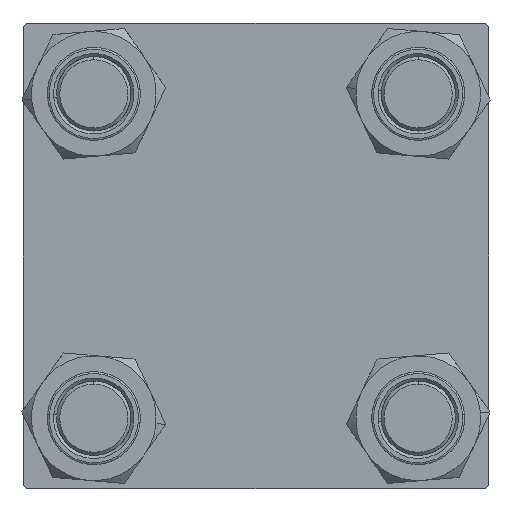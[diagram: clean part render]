
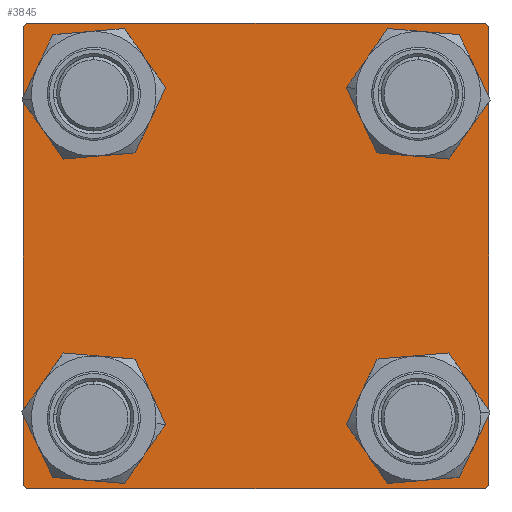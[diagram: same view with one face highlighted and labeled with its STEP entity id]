
A CAD part, left-side view. The second image highlights one B-rep face of the part: STEP entity #3845.
In plain terms, the highlighted planar face has unit normal (-1, 0, 0).
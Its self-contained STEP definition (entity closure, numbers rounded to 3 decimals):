
#1116 = EDGE_LOOP ( 'NONE', ( #26171, #2320 ) ) ;
#1119 = CIRCLE ( 'NONE', #35965, 6.5 ) ;
#1385 = CARTESIAN_POINT ( 'NONE',  ( 0., -26.15, 19.65 ) ) ;
#1642 = CARTESIAN_POINT ( 'NONE',  ( 0., 37.5, 37.5 ) ) ;
#2025 = ORIENTED_EDGE ( 'NONE', *, *, #18814, .T. ) ;
#2320 = ORIENTED_EDGE ( 'NONE', *, *, #55500, .T. ) ;
#2333 = VECTOR ( 'NONE', #34844, 1000. ) ;
#2355 = VERTEX_POINT ( 'NONE', #1385 ) ;
#2800 = AXIS2_PLACEMENT_3D ( 'NONE', #56334, #42824, #47121 ) ;
#3260 = ORIENTED_EDGE ( 'NONE', *, *, #36928, .F. ) ;
#3268 = ORIENTED_EDGE ( 'NONE', *, *, #47801, .T. ) ;
#3845 = ADVANCED_FACE ( 'NONE', ( #55239, #46881, #7549, #24752, #12417 ), #38561, .T. ) ;
#4298 = AXIS2_PLACEMENT_3D ( 'NONE', #30638, #29797, #43031 ) ;
#5005 = ORIENTED_EDGE ( 'NONE', *, *, #7055, .F. ) ;
#5057 = EDGE_CURVE ( 'NONE', #33102, #32496, #1119, .T. ) ;
#5336 = VERTEX_POINT ( 'NONE', #18289 ) ;
#5369 = DIRECTION ( 'NONE',  ( 0., -1., 0. ) ) ;
#5685 = DIRECTION ( 'NONE',  ( 0., 0., 1. ) ) ;
#5935 = DIRECTION ( 'NONE',  ( 0., -1., 0. ) ) ;
#6933 = EDGE_CURVE ( 'NONE', #12227, #2355, #41497, .T. ) ;
#7055 = EDGE_CURVE ( 'NONE', #44054, #38240, #23103, .T. ) ;
#7072 = VERTEX_POINT ( 'NONE', #49269 ) ;
#7219 = CARTESIAN_POINT ( 'NONE',  ( 0., 37.5, 37. ) ) ;
#7549 = FACE_BOUND ( 'NONE', #46792, .T. ) ;
#7760 = VERTEX_POINT ( 'NONE', #52543 ) ;
#7857 = CARTESIAN_POINT ( 'NONE',  ( 0., 26.15, -19.65 ) ) ;
#8117 = DIRECTION ( 'NONE',  ( 0., 0., 1. ) ) ;
#8292 = VERTEX_POINT ( 'NONE', #15361 ) ;
#8677 = EDGE_CURVE ( 'NONE', #12301, #26814, #47715, .T. ) ;
#8914 = CARTESIAN_POINT ( 'NONE',  ( 0., 26.15, -26.15 ) ) ;
#9161 = DIRECTION ( 'NONE',  ( 1., 0., 0. ) ) ;
#10396 = DIRECTION ( 'NONE',  ( 0., -0.707, -0.707 ) ) ;
#10921 = CIRCLE ( 'NONE', #55867, 6.5 ) ;
#11102 = LINE ( 'NONE', #1642, #17111 ) ;
#11162 = CARTESIAN_POINT ( 'NONE',  ( 0., -26.15, -26.15 ) ) ;
#12020 = LINE ( 'NONE', #26060, #23335 ) ;
#12227 = VERTEX_POINT ( 'NONE', #17226 ) ;
#12301 = VERTEX_POINT ( 'NONE', #23485 ) ;
#12417 = FACE_OUTER_BOUND ( 'NONE', #33271, .T. ) ;
#13702 = CARTESIAN_POINT ( 'NONE',  ( 0., 37.5, -37.5 ) ) ;
#14181 = VECTOR ( 'NONE', #5369, 1000. ) ;
#15064 = ORIENTED_EDGE ( 'NONE', *, *, #19522, .T. ) ;
#15361 = CARTESIAN_POINT ( 'NONE',  ( 0., -26.15, -32.65 ) ) ;
#16306 = CARTESIAN_POINT ( 'NONE',  ( 0., 37.25, -37.25 ) ) ;
#16473 = CARTESIAN_POINT ( 'NONE',  ( 0., 37.5, 37.5 ) ) ;
#17111 = VECTOR ( 'NONE', #5935, 1000. ) ;
#17226 = CARTESIAN_POINT ( 'NONE',  ( 0., -26.15, 32.65 ) ) ;
#18145 = DIRECTION ( 'NONE',  ( 0., 0., 1. ) ) ;
#18244 = CARTESIAN_POINT ( 'NONE',  ( 0., 26.15, 19.65 ) ) ;
#18289 = CARTESIAN_POINT ( 'NONE',  ( 0., 37., -37.5 ) ) ;
#18451 = CIRCLE ( 'NONE', #47808, 6.5 ) ;
#18814 = EDGE_CURVE ( 'NONE', #5336, #35944, #26606, .T. ) ;
#19270 = CIRCLE ( 'NONE', #2800, 6.5 ) ;
#19522 = EDGE_CURVE ( 'NONE', #35944, #38240, #12020, .T. ) ;
#19556 = CARTESIAN_POINT ( 'NONE',  ( 0., -26.15, -19.65 ) ) ;
#20637 = CARTESIAN_POINT ( 'NONE',  ( 0., 37.5, -37. ) ) ;
#20754 = EDGE_CURVE ( 'NONE', #26814, #33697, #43463, .T. ) ;
#21218 = AXIS2_PLACEMENT_3D ( 'NONE', #34248, #25036, #8117 ) ;
#21704 = CIRCLE ( 'NONE', #4298, 6.5 ) ;
#21861 = DIRECTION ( 'NONE',  ( 0., 0., 1. ) ) ;
#22611 = VERTEX_POINT ( 'NONE', #19556 ) ;
#23103 = LINE ( 'NONE', #31719, #52533 ) ;
#23335 = VECTOR ( 'NONE', #38731, 1000. ) ;
#23485 = CARTESIAN_POINT ( 'NONE',  ( 0., 37., 37.5 ) ) ;
#23982 = EDGE_CURVE ( 'NONE', #50927, #7072, #21704, .T. ) ;
#24752 = FACE_BOUND ( 'NONE', #39533, .T. ) ;
#25036 = DIRECTION ( 'NONE',  ( -1., 0., 0. ) ) ;
#26060 = CARTESIAN_POINT ( 'NONE',  ( 0., -37.25, -37.25 ) ) ;
#26140 = EDGE_LOOP ( 'NONE', ( #34304, #44479 ) ) ;
#26163 = DIRECTION ( 'NONE',  ( 1., 0., 0. ) ) ;
#26171 = ORIENTED_EDGE ( 'NONE', *, *, #6933, .T. ) ;
#26231 = CARTESIAN_POINT ( 'NONE',  ( 0., -37.5, -37. ) ) ;
#26262 = ORIENTED_EDGE ( 'NONE', *, *, #39708, .T. ) ;
#26395 = DIRECTION ( 'NONE',  ( 1., 0., 0. ) ) ;
#26606 = LINE ( 'NONE', #13702, #14181 ) ;
#26745 = ORIENTED_EDGE ( 'NONE', *, *, #5057, .T. ) ;
#26814 = VERTEX_POINT ( 'NONE', #7219 ) ;
#27511 = DIRECTION ( 'NONE',  ( 0., 0.707, 0.707 ) ) ;
#28252 = CARTESIAN_POINT ( 'NONE',  ( 0., 26.15, -32.65 ) ) ;
#29797 = DIRECTION ( 'NONE',  ( 1., 0., 0. ) ) ;
#30027 = CARTESIAN_POINT ( 'NONE',  ( 0., -26.15, 26.15 ) ) ;
#30559 = ORIENTED_EDGE ( 'NONE', *, *, #8677, .T. ) ;
#30638 = CARTESIAN_POINT ( 'NONE',  ( 0., 26.15, 26.15 ) ) ;
#31014 = CARTESIAN_POINT ( 'NONE',  ( 0., 37.25, 37.25 ) ) ;
#31138 = VECTOR ( 'NONE', #10396, 1000. ) ;
#31719 = CARTESIAN_POINT ( 'NONE',  ( 0., -37.5, 37.5 ) ) ;
#32105 = LINE ( 'NONE', #54255, #53907 ) ;
#32496 = VERTEX_POINT ( 'NONE', #7857 ) ;
#33046 = ORIENTED_EDGE ( 'NONE', *, *, #45934, .T. ) ;
#33102 = VERTEX_POINT ( 'NONE', #28252 ) ;
#33271 = EDGE_LOOP ( 'NONE', ( #48599, #33046, #2025, #15064, #5005, #26262, #3260, #30559 ) ) ;
#33697 = VERTEX_POINT ( 'NONE', #20637 ) ;
#34230 = VECTOR ( 'NONE', #44250, 1000. ) ;
#34248 = CARTESIAN_POINT ( 'NONE',  ( 0., 0., 0. ) ) ;
#34304 = ORIENTED_EDGE ( 'NONE', *, *, #42977, .T. ) ;
#34844 = DIRECTION ( 'NONE',  ( 0., 0., -1. ) ) ;
#35246 = DIRECTION ( 'NONE',  ( 1., 0., 0. ) ) ;
#35596 = DIRECTION ( 'NONE',  ( 0., 0., 1. ) ) ;
#35666 = DIRECTION ( 'NONE',  ( 1., 0., 0. ) ) ;
#35944 = VERTEX_POINT ( 'NONE', #54414 ) ;
#35965 = AXIS2_PLACEMENT_3D ( 'NONE', #8914, #26395, #35596 ) ;
#36664 = AXIS2_PLACEMENT_3D ( 'NONE', #39845, #35246, #44141 ) ;
#36928 = EDGE_CURVE ( 'NONE', #12301, #7760, #11102, .T. ) ;
#37661 = ORIENTED_EDGE ( 'NONE', *, *, #23982, .T. ) ;
#37673 = EDGE_CURVE ( 'NONE', #8292, #22611, #52963, .T. ) ;
#38240 = VERTEX_POINT ( 'NONE', #26231 ) ;
#38561 = PLANE ( 'NONE',  #21218 ) ;
#38731 = DIRECTION ( 'NONE',  ( 0., -0.707, 0.707 ) ) ;
#39526 = DIRECTION ( 'NONE',  ( 0., 0., -1. ) ) ;
#39533 = EDGE_LOOP ( 'NONE', ( #3268, #37661 ) ) ;
#39708 = EDGE_CURVE ( 'NONE', #44054, #7760, #32105, .T. ) ;
#39845 = CARTESIAN_POINT ( 'NONE',  ( 0., 26.15, -26.15 ) ) ;
#41497 = CIRCLE ( 'NONE', #46975, 6.5 ) ;
#42824 = DIRECTION ( 'NONE',  ( 1., 0., 0. ) ) ;
#42977 = EDGE_CURVE ( 'NONE', #22611, #8292, #10921, .T. ) ;
#43031 = DIRECTION ( 'NONE',  ( 0., 0., 1. ) ) ;
#43463 = LINE ( 'NONE', #16473, #2333 ) ;
#44054 = VERTEX_POINT ( 'NONE', #47830 ) ;
#44141 = DIRECTION ( 'NONE',  ( 0., 0., 1. ) ) ;
#44250 = DIRECTION ( 'NONE',  ( 0., 0.707, -0.707 ) ) ;
#44479 = ORIENTED_EDGE ( 'NONE', *, *, #37673, .T. ) ;
#45934 = EDGE_CURVE ( 'NONE', #33697, #5336, #55680, .T. ) ;
#45974 = EDGE_CURVE ( 'NONE', #32496, #33102, #50440, .T. ) ;
#46792 = EDGE_LOOP ( 'NONE', ( #51696, #26745 ) ) ;
#46881 = FACE_BOUND ( 'NONE', #26140, .T. ) ;
#46975 = AXIS2_PLACEMENT_3D ( 'NONE', #30027, #47851, #51897 ) ;
#47121 = DIRECTION ( 'NONE',  ( 0., 0., 1. ) ) ;
#47715 = LINE ( 'NONE', #31014, #34230 ) ;
#47801 = EDGE_CURVE ( 'NONE', #7072, #50927, #19270, .T. ) ;
#47808 = AXIS2_PLACEMENT_3D ( 'NONE', #53751, #26163, #21861 ) ;
#47830 = CARTESIAN_POINT ( 'NONE',  ( 0., -37.5, 37. ) ) ;
#47851 = DIRECTION ( 'NONE',  ( 1., 0., 0. ) ) ;
#48599 = ORIENTED_EDGE ( 'NONE', *, *, #20754, .T. ) ;
#49269 = CARTESIAN_POINT ( 'NONE',  ( 0., 26.15, 32.65 ) ) ;
#50199 = AXIS2_PLACEMENT_3D ( 'NONE', #53955, #9161, #5685 ) ;
#50440 = CIRCLE ( 'NONE', #36664, 6.5 ) ;
#50927 = VERTEX_POINT ( 'NONE', #18244 ) ;
#51696 = ORIENTED_EDGE ( 'NONE', *, *, #45974, .T. ) ;
#51897 = DIRECTION ( 'NONE',  ( 0., 0., 1. ) ) ;
#52533 = VECTOR ( 'NONE', #39526, 1000. ) ;
#52543 = CARTESIAN_POINT ( 'NONE',  ( 0., -37., 37.5 ) ) ;
#52963 = CIRCLE ( 'NONE', #50199, 6.5 ) ;
#53751 = CARTESIAN_POINT ( 'NONE',  ( 0., -26.15, 26.15 ) ) ;
#53907 = VECTOR ( 'NONE', #27511, 1000. ) ;
#53955 = CARTESIAN_POINT ( 'NONE',  ( 0., -26.15, -26.15 ) ) ;
#54255 = CARTESIAN_POINT ( 'NONE',  ( 0., -37.25, 37.25 ) ) ;
#54414 = CARTESIAN_POINT ( 'NONE',  ( 0., -37., -37.5 ) ) ;
#55239 = FACE_BOUND ( 'NONE', #1116, .T. ) ;
#55500 = EDGE_CURVE ( 'NONE', #2355, #12227, #18451, .T. ) ;
#55680 = LINE ( 'NONE', #16306, #31138 ) ;
#55867 = AXIS2_PLACEMENT_3D ( 'NONE', #11162, #35666, #18145 ) ;
#56334 = CARTESIAN_POINT ( 'NONE',  ( 0., 26.15, 26.15 ) ) ;
